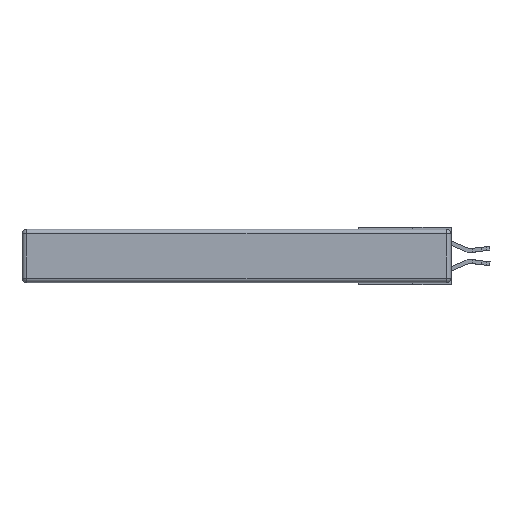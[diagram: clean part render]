
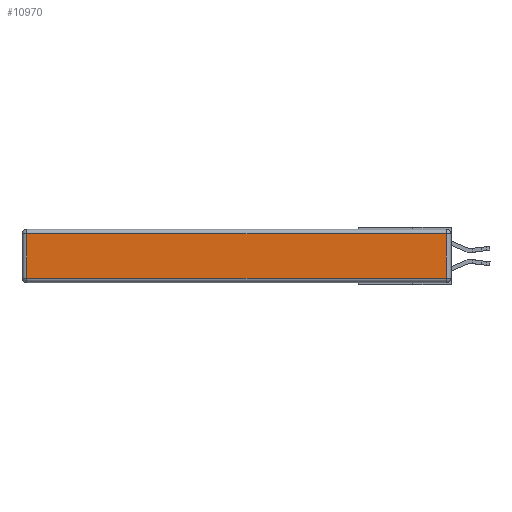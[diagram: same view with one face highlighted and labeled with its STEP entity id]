
A CAD part, left-side view. The second image highlights one B-rep face of the part: STEP entity #10970.
In plain terms, the highlighted planar face has unit normal (-1, 0, 0).
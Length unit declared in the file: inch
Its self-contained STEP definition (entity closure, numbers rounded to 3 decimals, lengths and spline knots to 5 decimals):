
#314 = CARTESIAN_POINT ( 'NONE',  ( 0., 0.03, -0.313 ) ) ;
#614 = VERTEX_POINT ( 'NONE', #10728 ) ;
#972 = VECTOR ( 'NONE', #6246, 39.37008 ) ;
#976 = VERTEX_POINT ( 'NONE', #4915 ) ;
#1606 = ORIENTED_EDGE ( 'NONE', *, *, #6070, .T. ) ;
#1657 = DIRECTION ( 'NONE',  ( -1., 0., 0. ) ) ;
#1995 = VECTOR ( 'NONE', #3457, 39.37008 ) ;
#2149 = VERTEX_POINT ( 'NONE', #3942 ) ;
#2400 = CARTESIAN_POINT ( 'NONE',  ( 0., 0.03, -0.343 ) ) ;
#2450 = VECTOR ( 'NONE', #9391, 39.37008 ) ;
#2512 = CARTESIAN_POINT ( 'NONE',  ( 0., 2.75, -0.03 ) ) ;
#3457 = DIRECTION ( 'NONE',  ( 0., 0., 1. ) ) ;
#3887 = PLANE ( 'NONE',  #5927 ) ;
#3942 = CARTESIAN_POINT ( 'NONE',  ( 0., 2.72, -0.03 ) ) ;
#4779 = LINE ( 'NONE', #2512, #7769 ) ;
#4914 = DIRECTION ( 'NONE',  ( 0., 0., 1. ) ) ;
#4915 = CARTESIAN_POINT ( 'NONE',  ( 0., 0.03, -0.03 ) ) ;
#5279 = LINE ( 'NONE', #7436, #2450 ) ;
#5927 = AXIS2_PLACEMENT_3D ( 'NONE', #7099, #1657, #4914 ) ;
#6070 = EDGE_CURVE ( 'NONE', #976, #2149, #4779, .T. ) ;
#6246 = DIRECTION ( 'NONE',  ( 0., 0., -1. ) ) ;
#6358 = EDGE_CURVE ( 'NONE', #2149, #614, #13050, .T. ) ;
#7099 = CARTESIAN_POINT ( 'NONE',  ( 0., 0., -0.343 ) ) ;
#7436 = CARTESIAN_POINT ( 'NONE',  ( 0., 0., -0.313 ) ) ;
#7769 = VECTOR ( 'NONE', #8920, 39.37008 ) ;
#8398 = FACE_OUTER_BOUND ( 'NONE', #8733, .T. ) ;
#8631 = LINE ( 'NONE', #2400, #1995 ) ;
#8733 = EDGE_LOOP ( 'NONE', ( #11693, #12964, #1606, #10593 ) ) ;
#8853 = EDGE_CURVE ( 'NONE', #12889, #976, #8631, .T. ) ;
#8920 = DIRECTION ( 'NONE',  ( 0., 1., 0. ) ) ;
#9382 = CARTESIAN_POINT ( 'NONE',  ( 0., 2.72, -0.343 ) ) ;
#9391 = DIRECTION ( 'NONE',  ( 0., -1., 0. ) ) ;
#10593 = ORIENTED_EDGE ( 'NONE', *, *, #6358, .T. ) ;
#10728 = CARTESIAN_POINT ( 'NONE',  ( 0., 2.72, -0.313 ) ) ;
#10749 = EDGE_CURVE ( 'NONE', #614, #12889, #5279, .T. ) ;
#10970 = ADVANCED_FACE ( 'NONE', ( #8398 ), #3887, .T. ) ;
#11693 = ORIENTED_EDGE ( 'NONE', *, *, #10749, .T. ) ;
#12889 = VERTEX_POINT ( 'NONE', #314 ) ;
#12964 = ORIENTED_EDGE ( 'NONE', *, *, #8853, .T. ) ;
#13050 = LINE ( 'NONE', #9382, #972 ) ;
